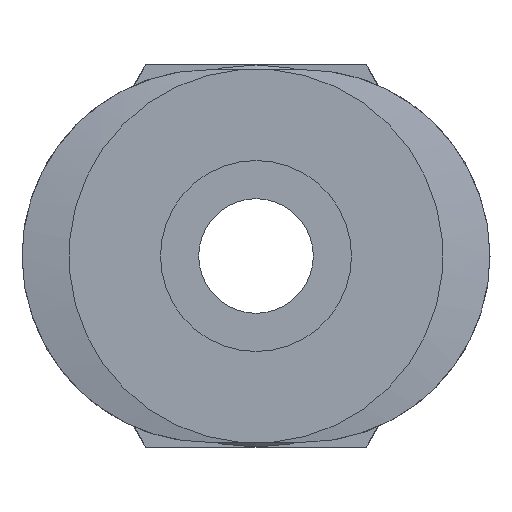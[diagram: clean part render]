
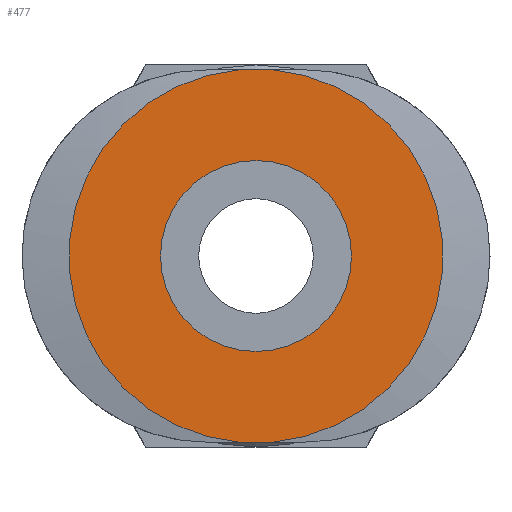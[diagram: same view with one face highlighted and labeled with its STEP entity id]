
A CAD part, left-side view. The second image highlights one B-rep face of the part: STEP entity #477.
In plain terms, the highlighted planar face has unit normal (-1, 0, 0).
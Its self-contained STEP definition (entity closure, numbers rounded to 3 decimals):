
#65=LINE('',#786,#97);
#68=LINE('',#810,#100);
#97=VECTOR('',#650,1000.);
#100=VECTOR('',#657,1000.);
#212=ORIENTED_EDGE('',*,*,#276,.F.);
#213=ORIENTED_EDGE('',*,*,#270,.F.);
#214=ORIENTED_EDGE('',*,*,#277,.F.);
#215=ORIENTED_EDGE('',*,*,#264,.F.);
#216=ORIENTED_EDGE('',*,*,#275,.T.);
#264=EDGE_CURVE('',#310,#311,#65,.T.);
#270=EDGE_CURVE('',#314,#315,#68,.T.);
#275=EDGE_CURVE('',#318,#318,#337,.T.);
#276=EDGE_CURVE('',#315,#310,#338,.T.);
#277=EDGE_CURVE('',#311,#314,#339,.T.);
#310=VERTEX_POINT('',#785);
#311=VERTEX_POINT('',#787);
#314=VERTEX_POINT('',#809);
#315=VERTEX_POINT('',#811);
#318=VERTEX_POINT('',#831);
#337=CIRCLE('',#537,2.);
#338=CIRCLE('',#539,3.915);
#339=CIRCLE('',#541,3.915);
#380=EDGE_LOOP('',(#212,#213,#214,#215));
#381=EDGE_LOOP('',(#216));
#424=FACE_BOUND('',#380,.T.);
#425=FACE_BOUND('',#381,.T.);
#447=PLANE('',#542);
#477=ADVANCED_FACE('',(#424,#425),#447,.F.);
#537=AXIS2_PLACEMENT_3D('',#830,#668,#669);
#539=AXIS2_PLACEMENT_3D('',#833,#672,#673);
#541=AXIS2_PLACEMENT_3D('',#835,#676,#677);
#542=AXIS2_PLACEMENT_3D('',#836,#678,#679);
#650=DIRECTION('',(0.,-1.,0.));
#657=DIRECTION('',(0.,1.,0.));
#668=DIRECTION('',(1.,0.,0.));
#669=DIRECTION('',(0.,0.,-1.));
#672=DIRECTION('',(1.,0.,0.));
#673=DIRECTION('',(0.,0.,-1.));
#676=DIRECTION('',(1.,0.,0.));
#677=DIRECTION('',(0.,0.,-1.));
#678=DIRECTION('',(1.,0.,0.));
#679=DIRECTION('',(0.,0.,-1.));
#785=CARTESIAN_POINT('',(0.,0.345,3.9));
#786=CARTESIAN_POINT('',(0.,1.,3.9));
#787=CARTESIAN_POINT('',(0.,-0.345,3.9));
#809=CARTESIAN_POINT('',(0.,-0.345,-3.9));
#810=CARTESIAN_POINT('',(0.,-1.,-3.9));
#811=CARTESIAN_POINT('',(0.,0.345,-3.9));
#830=CARTESIAN_POINT('',(0.,0.,0.));
#831=CARTESIAN_POINT('',(0.,0.,-2.));
#833=CARTESIAN_POINT('',(0.,0.,0.));
#835=CARTESIAN_POINT('',(0.,0.,0.));
#836=CARTESIAN_POINT('',(0.,2.,0.));
